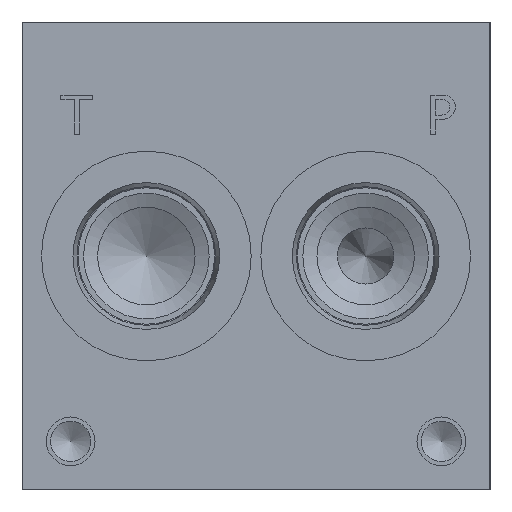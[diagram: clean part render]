
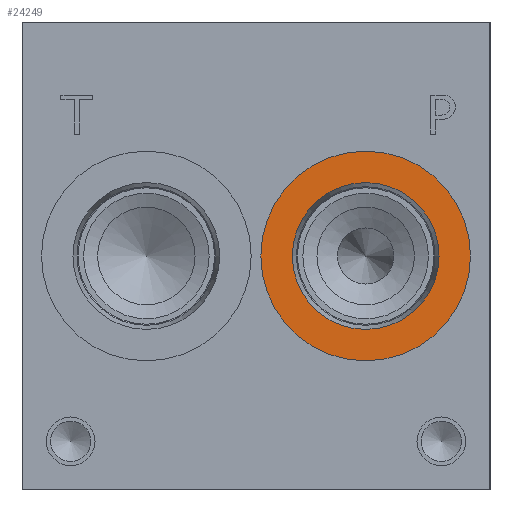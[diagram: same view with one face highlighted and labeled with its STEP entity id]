
A CAD part, left-side view. The second image highlights one B-rep face of the part: STEP entity #24249.
In plain terms, the highlighted planar face has unit normal (-1, 0, 0).
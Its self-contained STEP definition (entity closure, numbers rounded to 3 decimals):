
#1317=CIRCLE('',#26153,17.069);
#1318=CIRCLE('',#26154,17.069);
#1319=CIRCLE('',#26155,11.951);
#1528=FACE_BOUND('',#5146,.T.);
#3677=FACE_OUTER_BOUND('',#5145,.T.);
#5145=EDGE_LOOP('',(#21418,#21419));
#5146=EDGE_LOOP('',(#21420));
#11502=VERTEX_POINT('',#42430);
#11503=VERTEX_POINT('',#42431);
#11504=VERTEX_POINT('',#42434);
#14875=EDGE_CURVE('',#11502,#11503,#1317,.T.);
#14876=EDGE_CURVE('',#11503,#11502,#1318,.T.);
#14877=EDGE_CURVE('',#11504,#11504,#1319,.T.);
#21418=ORIENTED_EDGE('',*,*,#14875,.T.);
#21419=ORIENTED_EDGE('',*,*,#14876,.T.);
#21420=ORIENTED_EDGE('',*,*,#14877,.F.);
#22256=PLANE('',#26152);
#24249=ADVANCED_FACE('',(#3677,#1528),#22256,.T.);
#26152=AXIS2_PLACEMENT_3D('',#42429,#31866,#31867);
#26153=AXIS2_PLACEMENT_3D('',#42432,#31868,#31869);
#26154=AXIS2_PLACEMENT_3D('',#42433,#31870,#31871);
#26155=AXIS2_PLACEMENT_3D('',#42435,#31872,#31873);
#31866=DIRECTION('center_axis',(-1.,0.,0.));
#31867=DIRECTION('ref_axis',(0.,1.,0.));
#31868=DIRECTION('center_axis',(-1.,0.,0.));
#31869=DIRECTION('ref_axis',(0.,1.,0.));
#31870=DIRECTION('center_axis',(-1.,0.,0.));
#31871=DIRECTION('ref_axis',(0.,1.,0.));
#31872=DIRECTION('center_axis',(-1.,0.,0.));
#31873=DIRECTION('ref_axis',(0.,1.,0.));
#42429=CARTESIAN_POINT('Origin',(0.787,20.244,38.1));
#42430=CARTESIAN_POINT('',(0.787,37.313,38.1));
#42431=CARTESIAN_POINT('',(0.787,3.175,38.1));
#42432=CARTESIAN_POINT('Origin',(0.787,20.244,38.1));
#42433=CARTESIAN_POINT('Origin',(0.787,20.244,38.1));
#42434=CARTESIAN_POINT('',(0.787,8.293,38.1));
#42435=CARTESIAN_POINT('Origin',(0.787,20.244,38.1));
